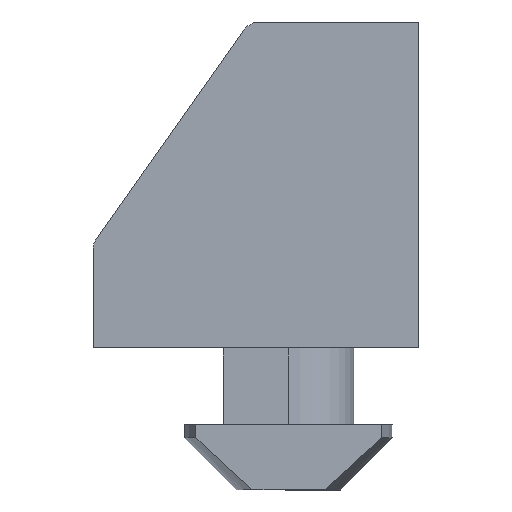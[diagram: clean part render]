
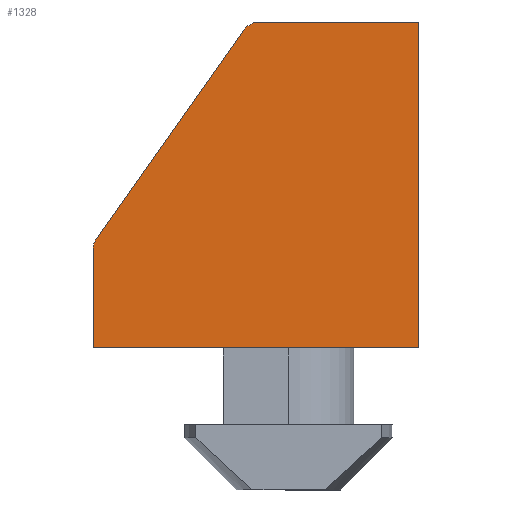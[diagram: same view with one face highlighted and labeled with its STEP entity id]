
A CAD part, front view. The second image highlights one B-rep face of the part: STEP entity #1328.
In plain terms, the highlighted planar face has unit normal (0, -1, 0).
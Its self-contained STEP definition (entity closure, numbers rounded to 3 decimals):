
#60=CIRCLE($,#1416,1.5);
#62=CIRCLE($,#1420,1.5);
#108=FACE_OUTER_BOUND($,#171,.T.);
#171=EDGE_LOOP($,(#984,#985,#986,#987,#988,#989,#990));
#299=LINE($,#2047,#445);
#302=LINE($,#2053,#448);
#303=LINE($,#2057,#449);
#304=LINE($,#2059,#450);
#305=LINE($,#2060,#451);
#445=VECTOR($,#1657,12.223);
#448=VECTOR($,#1662,19.555);
#449=VECTOR($,#1665,7.524);
#450=VECTOR($,#1666,25.);
#451=VECTOR($,#1667,25.);
#584=VERTEX_POINT($,#2028);
#585=VERTEX_POINT($,#2029);
#592=VERTEX_POINT($,#2046);
#594=VERTEX_POINT($,#2052);
#595=VERTEX_POINT($,#2054);
#596=VERTEX_POINT($,#2056);
#597=VERTEX_POINT($,#2058);
#731=EDGE_CURVE($,#584,#585,#60,.T.);
#740=EDGE_CURVE($,#585,#592,#299,.T.);
#743=EDGE_CURVE($,#594,#584,#302,.T.);
#744=EDGE_CURVE($,#595,#594,#62,.T.);
#745=EDGE_CURVE($,#596,#595,#303,.T.);
#746=EDGE_CURVE($,#597,#596,#304,.T.);
#747=EDGE_CURVE($,#592,#597,#305,.T.);
#984=ORIENTED_EDGE($,*,*,#731,.F.);
#985=ORIENTED_EDGE($,*,*,#743,.F.);
#986=ORIENTED_EDGE($,*,*,#744,.F.);
#987=ORIENTED_EDGE($,*,*,#745,.F.);
#988=ORIENTED_EDGE($,*,*,#746,.F.);
#989=ORIENTED_EDGE($,*,*,#747,.F.);
#990=ORIENTED_EDGE($,*,*,#740,.F.);
#1201=PLANE($,#1419);
#1328=ADVANCED_FACE($,(#108),#1201,.F.);
#1416=AXIS2_PLACEMENT_3D($,#2030,#1644,#1645);
#1419=AXIS2_PLACEMENT_3D($,#2051,#1660,#1661);
#1420=AXIS2_PLACEMENT_3D($,#2055,#1663,#1664);
#1644=DIRECTION('center_axis',(0.,1.,0.));
#1645=DIRECTION('ref_axis',(-0.46,0.,0.888));
#1657=DIRECTION($,(1.,0.,0.));
#1660=DIRECTION('center_axis',(0.,1.,0.));
#1661=DIRECTION('ref_axis',(-1.,0.,0.));
#1662=DIRECTION($,(0.577,0.,0.817));
#1663=DIRECTION('center_axis',(0.,1.,0.));
#1664=DIRECTION('ref_axis',(-0.953,0.,0.303));
#1665=DIRECTION($,(0.,0.,1.));
#1666=DIRECTION($,(-1.,0.,0.));
#1667=DIRECTION($,(0.,0.,-1.));
#2028=CARTESIAN_POINT('',(-13.448,-17.84,24.365));
#2029=CARTESIAN_POINT('',(-12.223,-17.84,25.));
#2030=CARTESIAN_POINT('Origin',(-12.223,-17.84,23.5));
#2046=CARTESIAN_POINT('',(0.,-17.84,25.));
#2047=CARTESIAN_POINT($,(0.,-17.84,25.));
#2051=CARTESIAN_POINT('Origin',(-10.809,-17.84,11.032));
#2052=CARTESIAN_POINT('',(-24.725,-17.84,8.389));
#2053=CARTESIAN_POINT($,(-13.,-17.84,25.));
#2054=CARTESIAN_POINT('',(-25.,-17.84,7.524));
#2055=CARTESIAN_POINT('Origin',(-23.5,-17.84,7.524));
#2056=CARTESIAN_POINT('',(-25.,-17.84,0.));
#2057=CARTESIAN_POINT($,(-25.,-17.84,8.));
#2058=CARTESIAN_POINT('',(0.,-17.84,0.));
#2059=CARTESIAN_POINT($,(-25.,-17.84,0.));
#2060=CARTESIAN_POINT($,(0.,-17.84,0.));
